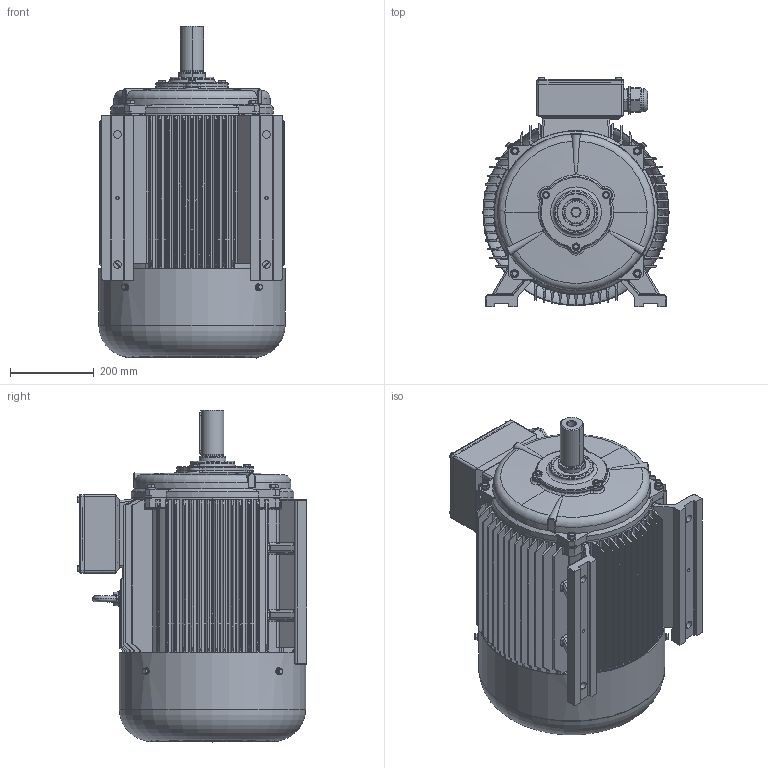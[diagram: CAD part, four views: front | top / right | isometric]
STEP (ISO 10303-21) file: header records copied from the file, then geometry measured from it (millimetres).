
FILE_DESCRIPTION(/* description */ (''),/* implementation_level */ '2;1');
FILE_NAME(/* name */ 'JM3-225M-2-B3.stp',/* time_stamp */ '2016-07-02T13:00:25+08:00',/* author */ (''),/* organization */ (''),/* preprocessor_version */ 'ST-DEVELOPER v15',/* originating_system */ 'SIEMENS PLM Software NX 8.5',/* authorisation */ '');
FILE_SCHEMA (('AUTOMOTIVE_DESIGN { 1 0 10303 214 3 1 1 1 }'));
Length unit declared in the file: millimetre
Products named in the file (1): pc08107077o1h5
Bounding box: 445 x 547.8 x 792.99 mm (x, y, z)
Volume: 19426402.2 mm3; surface area: 4811561.9 mm2
Topology: 56 solids, 56 shells, 4528 faces, 12301 edges, 8019 vertices
Faces by surface type: plane 3023, cylinder 891, bspline 225, cone 179, torus 168, sphere 42
Full cylindrical faces by diameter (mm): 7.188 x4, 8 x8, 8.4 x4, 9.026 x6, 10 x6, 10.863 x8, 11.2 x6, 11.5 x1, 12 x14, 12.6 x8, 16 x4, 20 x1, 34.375 x2, 40.625 x4, 48.438 x12, 49 x1, 50 x4, 51 x1, 51.562 x12, 52 x3, 53.906 x2, 65 x4, 66.406 x2, 72 x2, 85 x2, 90 x2, 105 x2, 130 x2, 140 x2, 190 x1
Entity records: 156724 total; most frequent: CARTESIAN_POINT 43552, ORIENTED_EDGE 23772, DIRECTION 21390, EDGE_CURVE 11886, LINE 8510, VECTOR 8510, VERTEX_POINT 7900, AXIS2_PLACEMENT_3D 6440
